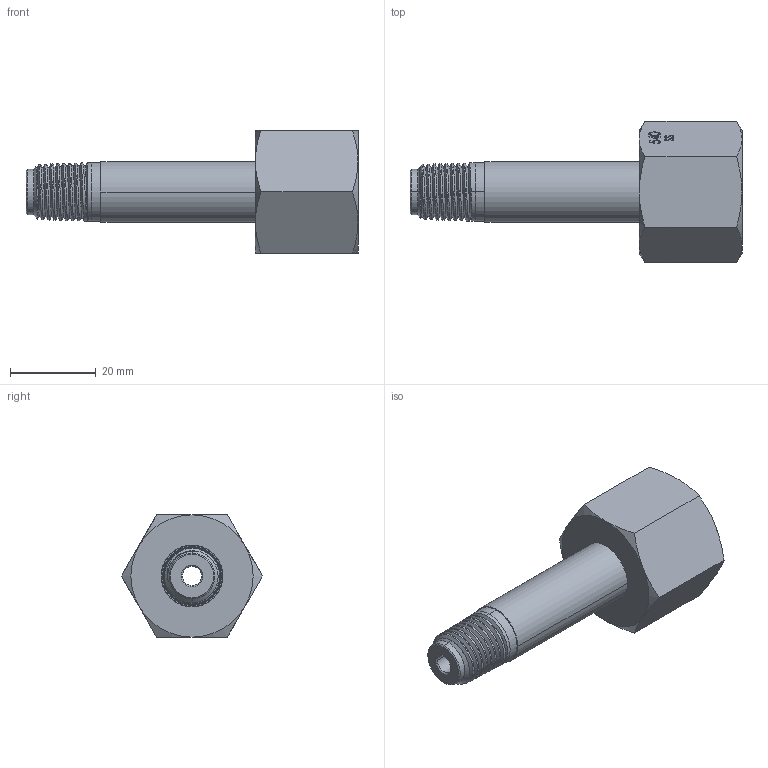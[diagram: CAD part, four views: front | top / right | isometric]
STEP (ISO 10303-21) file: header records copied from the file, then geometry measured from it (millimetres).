
FILE_DESCRIPTION (( 'STEP AP203' ), '1' );
FILE_NAME ('INL-540SS-4M-48.STEP', '2024-11-19T20:25:45', ( '' ), ( '' ), 'SwSTEP 2.0', 'SolidWorks 2018', '' );
FILE_SCHEMA (( 'CONFIG_CONTROL_DESIGN' ));
Length unit declared in the file: inch
Products named in the file (3): PRT-000828; PRT-000094; INL-540SS-4M-48
Assembly tree (2 placements, depth 2):
  INL-540SS-4M-48
    PRT-000094
    PRT-000828
Bounding box: 77.61 x 33 x 28.57 mm (x, y, z)
Volume: 19471.1 mm3; surface area: 10478.1 mm2
Topology: 2 solids, 2 shells, 193 faces, 707 edges, 529 vertices
Faces by surface type: bspline 54, plane 50, cone 46, cylinder 35, torus 8
Entity records: 18519 total; most frequent: CARTESIAN_POINT 12969, ORIENTED_EDGE 1414, EDGE_CURVE 707, DIRECTION 659, VERTEX_POINT 529, B_SPLINE_CURVE_WITH_KNOTS 422, AXIS2_PLACEMENT_3D 230, EDGE_LOOP 208
